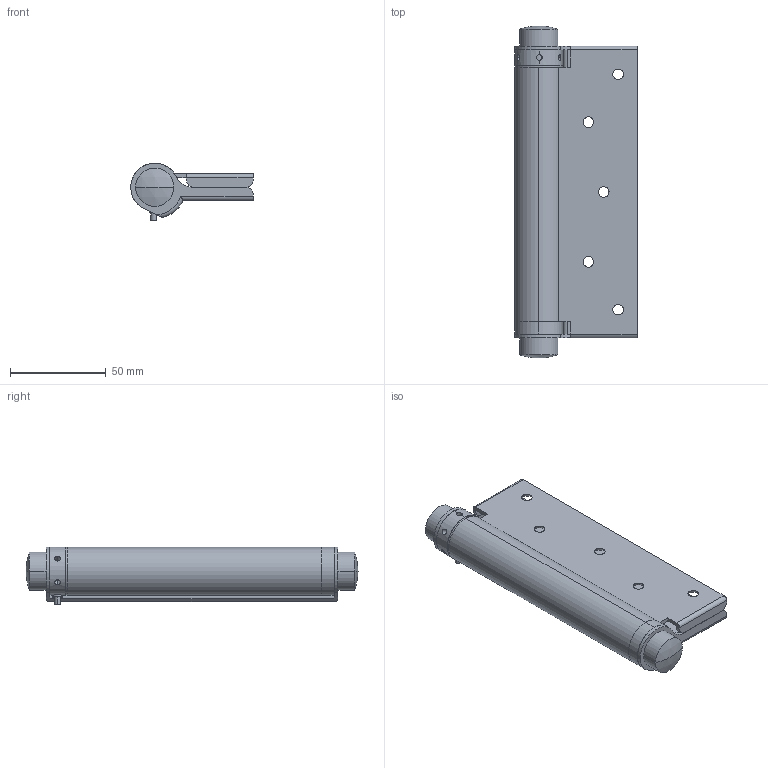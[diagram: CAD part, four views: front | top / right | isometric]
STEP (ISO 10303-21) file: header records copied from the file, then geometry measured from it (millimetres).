
FILE_DESCRIPTION (( 'STEP AP203' ), '1' );
FILE_NAME ('B-1118-H-1.STEP', '2010-01-05T01:22:39', ( ' ' ), ( ' ' ), 'SwSTEP 2.0', 'SolidWorks 2007', '' );
FILE_SCHEMA (( 'CONFIG_CONTROL_DESIGN' ));
Length unit declared in the file: millimetre
Products named in the file (8): B-1118-1僇僞價儔僉僇儔乕A__棉太倌; B-1118-1僇僞價儔僉僸儞僕A__棉太倌; B-1118-1僇僞價儔僉僇儔乕B__棉太倌; B-1118-H-1; B-1118-1僇僞價儔僉僸儞僕B__棉太倌; B-1118-1カタビラキシャフト__ﾃﾞﾌｫﾙﾄ; B-1118-1カタビラキワッシャー__ﾃﾞﾌｫﾙﾄ; B-1118-1カタビラキストッパー__ﾃﾞﾌｫﾙﾄ
Assembly tree (7 placements, depth 2):
  B-1118-H-1
    B-1118-1カタビラキシャフト__ﾃﾞﾌｫﾙﾄ
    B-1118-1僇僞價儔僉僇儔乕A__棉太倌
    B-1118-1僇僞價儔僉僸儞僕B__棉太倌
    B-1118-1僇僞價儔僉僸儞僕A__棉太倌
    B-1118-1カタビラキワッシャー__ﾃﾞﾌｫﾙﾄ
    B-1118-1カタビラキストッパー__ﾃﾞﾌｫﾙﾄ
    B-1118-1僇僞價儔僉僇儔乕B__棉太倌
Bounding box: 64 x 173.5 x 30.04 mm (x, y, z)
Volume: 109712.7 mm3; surface area: 62462.9 mm2
Topology: 7 solids, 7 shells, 123 faces, 323 edges, 214 vertices
Faces by surface type: cylinder 62, plane 35, cone 20, sphere 4, torus 2
Entity records: 5391 total; most frequent: CARTESIAN_POINT 1346, DIRECTION 697, ORIENTED_EDGE 646, EDGE_CURVE 323, AXIS2_PLACEMENT_3D 277, VERTEX_POINT 214, EDGE_LOOP 167, CIRCLE 144
